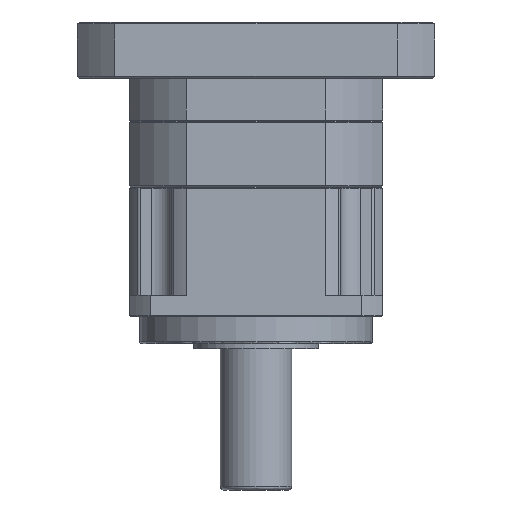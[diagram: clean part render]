
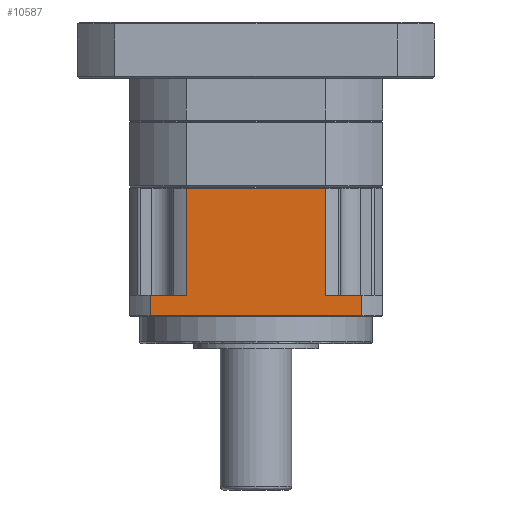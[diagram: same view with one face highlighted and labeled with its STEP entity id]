
A CAD part, front view. The second image highlights one B-rep face of the part: STEP entity #10587.
In plain terms, the highlighted planar face has unit normal (0, -1, 0).
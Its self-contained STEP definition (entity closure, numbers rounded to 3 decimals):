
#39 = EDGE_CURVE ( 'NONE', #9164, #7564, #9570, .T. ) ;
#119 = VECTOR ( 'NONE', #12374, 1000. ) ;
#872 = AXIS2_PLACEMENT_3D ( 'NONE', #14992, #4586, #16639 ) ;
#1459 = DIRECTION ( 'NONE',  ( 0., 0., -1. ) ) ;
#1487 = EDGE_CURVE ( 'NONE', #11144, #20871, #18034, .T. ) ;
#1643 = CARTESIAN_POINT ( 'NONE',  ( 59.29, -71., -21.5 ) ) ;
#2160 = VECTOR ( 'NONE', #3009, 1000. ) ;
#2196 = ORIENTED_EDGE ( 'NONE', *, *, #20447, .T. ) ;
#2951 = FACE_OUTER_BOUND ( 'NONE', #17445, .T. ) ;
#3009 = DIRECTION ( 'NONE',  ( 1., 0., 0. ) ) ;
#3272 = EDGE_CURVE ( 'NONE', #20847, #8031, #10332, .T. ) ;
#4042 = EDGE_CURVE ( 'NONE', #20871, #7564, #6499, .T. ) ;
#4312 = EDGE_CURVE ( 'NONE', #11144, #5162, #7814, .T. ) ;
#4574 = ORIENTED_EDGE ( 'NONE', *, *, #3272, .T. ) ;
#4586 = DIRECTION ( 'NONE',  ( 0., -1., 0. ) ) ;
#5162 = VERTEX_POINT ( 'NONE', #13070 ) ;
#6306 = VERTEX_POINT ( 'NONE', #11728 ) ;
#6312 = CARTESIAN_POINT ( 'NONE',  ( -71., -71., -21.5 ) ) ;
#6499 = LINE ( 'NONE', #17843, #15684 ) ;
#6629 = CARTESIAN_POINT ( 'NONE',  ( 38.987, -71., 38.5 ) ) ;
#7564 = VERTEX_POINT ( 'NONE', #8690 ) ;
#7670 = ORIENTED_EDGE ( 'NONE', *, *, #4312, .T. ) ;
#7814 = LINE ( 'NONE', #8677, #16413 ) ;
#8031 = VERTEX_POINT ( 'NONE', #20923 ) ;
#8218 = CARTESIAN_POINT ( 'NONE',  ( -59.29, -71., -21.5 ) ) ;
#8677 = CARTESIAN_POINT ( 'NONE',  ( -38.987, -71., 30.5 ) ) ;
#8690 = CARTESIAN_POINT ( 'NONE',  ( 38.987, -71., -21.5 ) ) ;
#9164 = VERTEX_POINT ( 'NONE', #1643 ) ;
#9570 = LINE ( 'NONE', #12393, #119 ) ;
#10332 = LINE ( 'NONE', #11258, #16715 ) ;
#10587 = ADVANCED_FACE ( 'NONE', ( #2951 ), #13235, .T. ) ;
#11144 = VERTEX_POINT ( 'NONE', #21385 ) ;
#11146 = LINE ( 'NONE', #21050, #15158 ) ;
#11258 = CARTESIAN_POINT ( 'NONE',  ( -59.29, -71., 30.5 ) ) ;
#11402 = DIRECTION ( 'NONE',  ( 0., 0., -1. ) ) ;
#11728 = CARTESIAN_POINT ( 'NONE',  ( 59.29, -71., -33. ) ) ;
#12374 = DIRECTION ( 'NONE',  ( -1., 0., 0. ) ) ;
#12393 = CARTESIAN_POINT ( 'NONE',  ( -71., -71., -21.5 ) ) ;
#12949 = VECTOR ( 'NONE', #16623, 1000. ) ;
#13070 = CARTESIAN_POINT ( 'NONE',  ( -38.987, -71., -21.5 ) ) ;
#13235 = PLANE ( 'NONE',  #872 ) ;
#14070 = ORIENTED_EDGE ( 'NONE', *, *, #39, .T. ) ;
#14241 = DIRECTION ( 'NONE',  ( 0., 0., -1. ) ) ;
#14992 = CARTESIAN_POINT ( 'NONE',  ( -71., -71., 30.5 ) ) ;
#15158 = VECTOR ( 'NONE', #17559, 1000. ) ;
#15684 = VECTOR ( 'NONE', #1459, 1000. ) ;
#16038 = LINE ( 'NONE', #21848, #2160 ) ;
#16413 = VECTOR ( 'NONE', #14241, 1000. ) ;
#16572 = ORIENTED_EDGE ( 'NONE', *, *, #17835, .T. ) ;
#16623 = DIRECTION ( 'NONE',  ( -1., 0., 0. ) ) ;
#16639 = DIRECTION ( 'NONE',  ( 1., 0., 0. ) ) ;
#16715 = VECTOR ( 'NONE', #11402, 1000. ) ;
#17445 = EDGE_LOOP ( 'NONE', ( #14070, #21803, #21879, #7670, #16572, #4574, #22398, #2196 ) ) ;
#17505 = VECTOR ( 'NONE', #18543, 1000. ) ;
#17559 = DIRECTION ( 'NONE',  ( 0., 0., 1. ) ) ;
#17835 = EDGE_CURVE ( 'NONE', #5162, #20847, #17976, .T. ) ;
#17843 = CARTESIAN_POINT ( 'NONE',  ( 38.987, -71., 39. ) ) ;
#17976 = LINE ( 'NONE', #6312, #12949 ) ;
#18034 = LINE ( 'NONE', #19062, #17505 ) ;
#18543 = DIRECTION ( 'NONE',  ( 1., 0., 0. ) ) ;
#19062 = CARTESIAN_POINT ( 'NONE',  ( -35.5, -71., 38.5 ) ) ;
#19118 = EDGE_CURVE ( 'NONE', #8031, #6306, #16038, .T. ) ;
#20447 = EDGE_CURVE ( 'NONE', #6306, #9164, #11146, .T. ) ;
#20847 = VERTEX_POINT ( 'NONE', #8218 ) ;
#20871 = VERTEX_POINT ( 'NONE', #6629 ) ;
#20923 = CARTESIAN_POINT ( 'NONE',  ( -59.29, -71., -33. ) ) ;
#21050 = CARTESIAN_POINT ( 'NONE',  ( 59.29, -71., 30.5 ) ) ;
#21385 = CARTESIAN_POINT ( 'NONE',  ( -38.987, -71., 38.5 ) ) ;
#21803 = ORIENTED_EDGE ( 'NONE', *, *, #4042, .F. ) ;
#21848 = CARTESIAN_POINT ( 'NONE',  ( -71., -71., -33. ) ) ;
#21879 = ORIENTED_EDGE ( 'NONE', *, *, #1487, .F. ) ;
#22398 = ORIENTED_EDGE ( 'NONE', *, *, #19118, .T. ) ;
